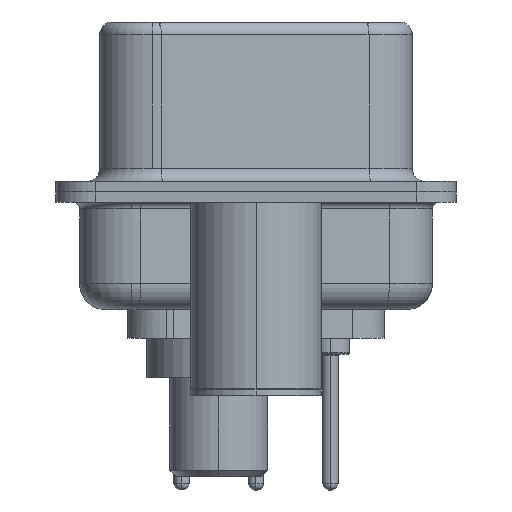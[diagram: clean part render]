
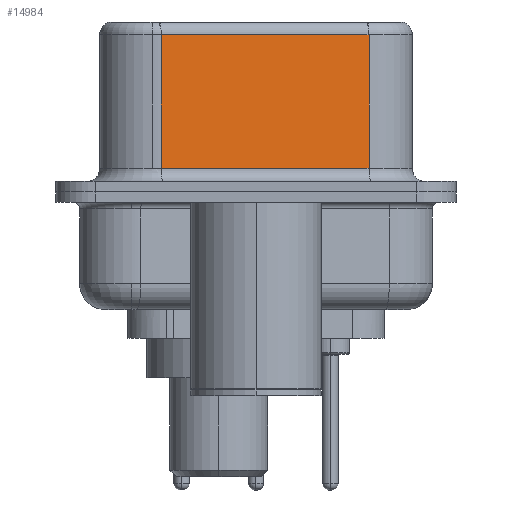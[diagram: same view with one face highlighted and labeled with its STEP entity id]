
A CAD part, left-side view. The second image highlights one B-rep face of the part: STEP entity #14984.
In plain terms, the highlighted planar face has unit normal (-0.985, -0.174, 0).
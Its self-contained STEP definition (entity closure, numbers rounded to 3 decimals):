
#447 = ORIENTED_EDGE ( 'NONE', *, *, #14663, .F. ) ;
#527 = LINE ( 'NONE', #24186, #13107 ) ;
#570 = CARTESIAN_POINT ( 'NONE',  ( 3.73, 3.628, 6.52 ) ) ;
#692 = LINE ( 'NONE', #20221, #25073 ) ;
#2709 = CARTESIAN_POINT ( 'NONE',  ( 5.132, -4.322, 0.9 ) ) ;
#2779 = CARTESIAN_POINT ( 'NONE',  ( 5.132, -4.322, 6.52 ) ) ;
#3086 = DIRECTION ( 'NONE',  ( -0.174, 0.985, 0. ) ) ;
#4602 = VECTOR ( 'NONE', #7705, 1000. ) ;
#6533 = EDGE_CURVE ( 'NONE', #25234, #20343, #527, .T. ) ;
#6549 = CARTESIAN_POINT ( 'NONE',  ( 5.132, -4.322, 6.52 ) ) ;
#7705 = DIRECTION ( 'NONE',  ( 0., 0., -1. ) ) ;
#9216 = ORIENTED_EDGE ( 'NONE', *, *, #11412, .T. ) ;
#9842 = VERTEX_POINT ( 'NONE', #18309 ) ;
#10103 = DIRECTION ( 'NONE',  ( 0.174, -0.985, 0. ) ) ;
#10600 = VERTEX_POINT ( 'NONE', #14577 ) ;
#10875 = LINE ( 'NONE', #570, #4602 ) ;
#11412 = EDGE_CURVE ( 'NONE', #9842, #10600, #692, .T. ) ;
#11564 = LINE ( 'NONE', #6549, #17833 ) ;
#13107 = VECTOR ( 'NONE', #10103, 1000. ) ;
#14577 = CARTESIAN_POINT ( 'NONE',  ( 3.73, 3.628, 6.02 ) ) ;
#14663 = EDGE_CURVE ( 'NONE', #9842, #20343, #11564, .T. ) ;
#14984 = ADVANCED_FACE ( 'NONE', ( #29204 ), #21848, .F. ) ;
#17234 = DIRECTION ( 'NONE',  ( 0.985, 0.174, 0. ) ) ;
#17833 = VECTOR ( 'NONE', #20652, 1000. ) ;
#17881 = DIRECTION ( 'NONE',  ( -0.174, 0.985, 0. ) ) ;
#18309 = CARTESIAN_POINT ( 'NONE',  ( 5.132, -4.322, 6.02 ) ) ;
#19565 = EDGE_LOOP ( 'NONE', ( #447, #9216, #26328, #23377 ) ) ;
#20221 = CARTESIAN_POINT ( 'NONE',  ( 5.132, -4.322, 6.02 ) ) ;
#20343 = VERTEX_POINT ( 'NONE', #2709 ) ;
#20652 = DIRECTION ( 'NONE',  ( 0., 0., -1. ) ) ;
#21848 = PLANE ( 'NONE',  #24741 ) ;
#23377 = ORIENTED_EDGE ( 'NONE', *, *, #6533, .T. ) ;
#24186 = CARTESIAN_POINT ( 'NONE',  ( 5.132, -4.322, 0.9 ) ) ;
#24741 = AXIS2_PLACEMENT_3D ( 'NONE', #2779, #17234, #3086 ) ;
#24784 = CARTESIAN_POINT ( 'NONE',  ( 3.73, 3.628, 0.9 ) ) ;
#25073 = VECTOR ( 'NONE', #17881, 1000. ) ;
#25234 = VERTEX_POINT ( 'NONE', #24784 ) ;
#26328 = ORIENTED_EDGE ( 'NONE', *, *, #29499, .T. ) ;
#29204 = FACE_OUTER_BOUND ( 'NONE', #19565, .T. ) ;
#29499 = EDGE_CURVE ( 'NONE', #10600, #25234, #10875, .T. ) ;
